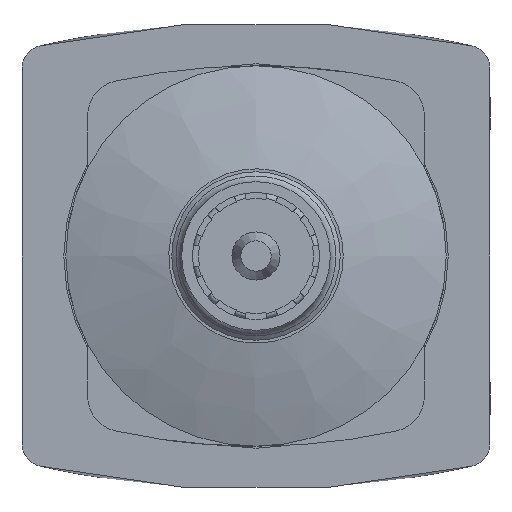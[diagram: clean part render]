
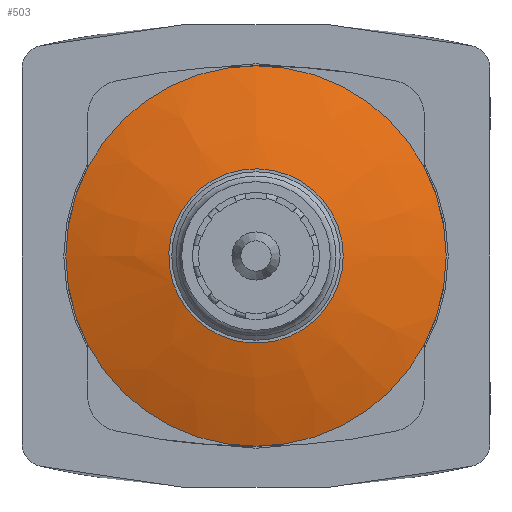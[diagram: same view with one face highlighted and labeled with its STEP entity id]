
A CAD part, front view. The second image highlights one B-rep face of the part: STEP entity #503.
In plain terms, the highlighted free-form (B-spline) face has degree [3, 3] with [4, 7] control points.
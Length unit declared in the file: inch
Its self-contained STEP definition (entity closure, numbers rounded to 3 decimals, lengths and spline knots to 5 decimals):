
#503 = ADVANCED_FACE( '', ( #1079, #1080 ), #1081, .T. );
#1079 = FACE_OUTER_BOUND( '', #1772, .T. );
#1080 = FACE_OUTER_BOUND( '', #1773, .T. );
#1081 = ( BOUNDED_SURFACE(  )B_SPLINE_SURFACE( 3, 3, ( ( #1776, #1777, #1778, #1779, #1780, #1781, #1782 ), ( #1783, #1784, #1785, #1786, #1787, #1788, #1789 ), ( #1790, #1791, #1792, #1793, #1794, #1795, #1796 ), ( #1797, #1798, #1799, #1800, #1801, #1802, #1803 ) ), .UNSPECIFIED., .F., .T., .F. )B_SPLINE_SURFACE_WITH_KNOTS( ( 4, 4 ), ( 4, 3, 4 ), ( 0., 6.28319 ), ( 1.21911, 1.2899, 1.36068 ), .UNSPECIFIED. )GEOMETRIC_REPRESENTATION_ITEM(  )RATIONAL_B_SPLINE_SURFACE( ( ( 1., 0.333, 0.333, 1., 0.333, 0.333, 1. ), ( 0.998, 0.333, 0.333, 0.998, 0.333, 0.333, 0.998 ), ( 0.998, 0.333, 0.333, 0.998, 0.333, 0.333, 0.998 ), ( 1., 0.333, 0.333, 1., 0.333, 0.333, 1. ) ) )REPRESENTATION_ITEM( '' )SURFACE(  ) );
#1772 = EDGE_LOOP( '', ( #3052, #3053, #3054, #3055, #3056, #3057 ) );
#1773 = EDGE_LOOP( '', ( #3058 ) );
#1776 = CARTESIAN_POINT( '', ( 0.44016, -4.471, 0. ) );
#1777 = CARTESIAN_POINT( '', ( 0.44016, -4.471, 0.88031 ) );
#1778 = CARTESIAN_POINT( '', ( -0.44016, -4.471, 0.88031 ) );
#1779 = CARTESIAN_POINT( '', ( -0.44016, -4.471, 0. ) );
#1780 = CARTESIAN_POINT( '', ( -0.44016, -4.471, -0.88031 ) );
#1781 = CARTESIAN_POINT( '', ( 0.44016, -4.471, -0.88031 ) );
#1782 = CARTESIAN_POINT( '', ( 0.44016, -4.471, 0. ) );
#1783 = CARTESIAN_POINT( '', ( 0.61685, -4.43332, 0. ) );
#1784 = CARTESIAN_POINT( '', ( 0.61685, -4.43332, 1.2337 ) );
#1785 = CARTESIAN_POINT( '', ( -0.61685, -4.43332, 1.2337 ) );
#1786 = CARTESIAN_POINT( '', ( -0.61685, -4.43332, 0. ) );
#1787 = CARTESIAN_POINT( '', ( -0.61685, -4.43332, -1.2337 ) );
#1788 = CARTESIAN_POINT( '', ( 0.61685, -4.43332, -1.2337 ) );
#1789 = CARTESIAN_POINT( '', ( 0.61685, -4.43332, 0. ) );
#1790 = CARTESIAN_POINT( '', ( 0.79043, -4.38324, 0. ) );
#1791 = CARTESIAN_POINT( '', ( 0.79043, -4.38324, 1.58087 ) );
#1792 = CARTESIAN_POINT( '', ( -0.79043, -4.38324, 1.58087 ) );
#1793 = CARTESIAN_POINT( '', ( -0.79043, -4.38324, 0. ) );
#1794 = CARTESIAN_POINT( '', ( -0.79043, -4.38324, -1.58087 ) );
#1795 = CARTESIAN_POINT( '', ( 0.79043, -4.38324, -1.58087 ) );
#1796 = CARTESIAN_POINT( '', ( 0.79043, -4.38324, 0. ) );
#1797 = CARTESIAN_POINT( '', ( 0.96004, -4.321, 0. ) );
#1798 = CARTESIAN_POINT( '', ( 0.96004, -4.321, 1.92008 ) );
#1799 = CARTESIAN_POINT( '', ( -0.96004, -4.321, 1.92008 ) );
#1800 = CARTESIAN_POINT( '', ( -0.96004, -4.321, 0. ) );
#1801 = CARTESIAN_POINT( '', ( -0.96004, -4.321, -1.92008 ) );
#1802 = CARTESIAN_POINT( '', ( 0.96004, -4.321, -1.92008 ) );
#1803 = CARTESIAN_POINT( '', ( 0.96004, -4.321, 0. ) );
#3052 = ORIENTED_EDGE( '', *, *, #4257, .T. );
#3053 = ORIENTED_EDGE( '', *, *, #4222, .T. );
#3054 = ORIENTED_EDGE( '', *, *, #4323, .T. );
#3055 = ORIENTED_EDGE( '', *, *, #4324, .T. );
#3056 = ORIENTED_EDGE( '', *, *, #4225, .T. );
#3057 = ORIENTED_EDGE( '', *, *, #4325, .T. );
#3058 = ORIENTED_EDGE( '', *, *, #4326, .F. );
#4222 = EDGE_CURVE( '', #4766, #4637, #5158, .T. );
#4225 = EDGE_CURVE( '', #5161, #4582, #5162, .T. );
#4257 = EDGE_CURVE( '', #4563, #4766, #5207, .T. );
#4323 = EDGE_CURVE( '', #4637, #5294, #5295, .T. );
#4324 = EDGE_CURVE( '', #5294, #5161, #5296, .T. );
#4325 = EDGE_CURVE( '', #4582, #4563, #5297, .T. );
#4326 = EDGE_CURVE( '', #5298, #5298, #5299, .T. );
#4563 = VERTEX_POINT( '', #5578 );
#4582 = VERTEX_POINT( '', #5643 );
#4637 = VERTEX_POINT( '', #5709 );
#4766 = VERTEX_POINT( '', #5876 );
#5158 = CIRCLE( '', #6388, 0.96004 );
#5161 = VERTEX_POINT( '', #6391 );
#5162 = CIRCLE( '', #6392, 0.96004 );
#5207 = CIRCLE( '', #6452, 0.96004 );
#5294 = VERTEX_POINT( '', #6599 );
#5295 = CIRCLE( '', #6600, 0.96004 );
#5296 = CIRCLE( '', #6601, 0.96004 );
#5297 = CIRCLE( '', #6602, 0.96004 );
#5298 = VERTEX_POINT( '', #6603 );
#5299 = CIRCLE( '', #6604, 0.44016 );
#5578 = CARTESIAN_POINT( '', ( 0., -4.321, -0.96004 ) );
#5643 = CARTESIAN_POINT( '', ( -0.85, -4.321, -0.44629 ) );
#5709 = CARTESIAN_POINT( '', ( 0.85, -4.321, 0.44629 ) );
#5876 = CARTESIAN_POINT( '', ( 0.85, -4.321, -0.44629 ) );
#6388 = AXIS2_PLACEMENT_3D( '', #7424, #7425, #7426 );
#6391 = CARTESIAN_POINT( '', ( -0.85, -4.321, 0.44629 ) );
#6392 = AXIS2_PLACEMENT_3D( '', #7433, #7434, #7435 );
#6452 = AXIS2_PLACEMENT_3D( '', #7475, #7476, #7477 );
#6599 = CARTESIAN_POINT( '', ( 0., -4.321, 0.96004 ) );
#6600 = AXIS2_PLACEMENT_3D( '', #7544, #7545, #7546 );
#6601 = AXIS2_PLACEMENT_3D( '', #7547, #7548, #7549 );
#6602 = AXIS2_PLACEMENT_3D( '', #7550, #7551, #7552 );
#6603 = CARTESIAN_POINT( '', ( 0.44016, -4.471, 0. ) );
#6604 = AXIS2_PLACEMENT_3D( '', #7553, #7554, #7555 );
#7424 = CARTESIAN_POINT( '', ( 0., -4.321, 0. ) );
#7425 = DIRECTION( '', ( 0., -1., 0. ) );
#7426 = DIRECTION( '', ( 1., 0., 0. ) );
#7433 = CARTESIAN_POINT( '', ( 0., -4.321, 0. ) );
#7434 = DIRECTION( '', ( 0., -1., 0. ) );
#7435 = DIRECTION( '', ( 1., 0., 0. ) );
#7475 = CARTESIAN_POINT( '', ( 0., -4.321, 0. ) );
#7476 = DIRECTION( '', ( 0., -1., 0. ) );
#7477 = DIRECTION( '', ( 1., 0., 0. ) );
#7544 = CARTESIAN_POINT( '', ( 0., -4.321, 0. ) );
#7545 = DIRECTION( '', ( 0., -1., 0. ) );
#7546 = DIRECTION( '', ( 1., 0., 0. ) );
#7547 = CARTESIAN_POINT( '', ( 0., -4.321, 0. ) );
#7548 = DIRECTION( '', ( 0., -1., 0. ) );
#7549 = DIRECTION( '', ( 1., 0., 0. ) );
#7550 = CARTESIAN_POINT( '', ( 0., -4.321, 0. ) );
#7551 = DIRECTION( '', ( 0., -1., 0. ) );
#7552 = DIRECTION( '', ( 1., 0., 0. ) );
#7553 = CARTESIAN_POINT( '', ( 0., -4.471, 0. ) );
#7554 = DIRECTION( '', ( 0., -1., 0. ) );
#7555 = DIRECTION( '', ( 1., 0., 0. ) );
